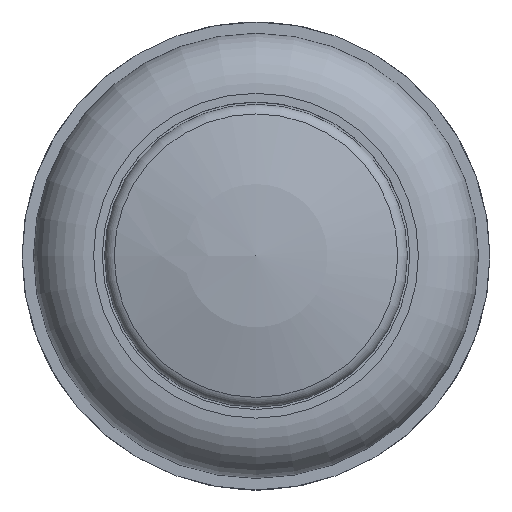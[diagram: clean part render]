
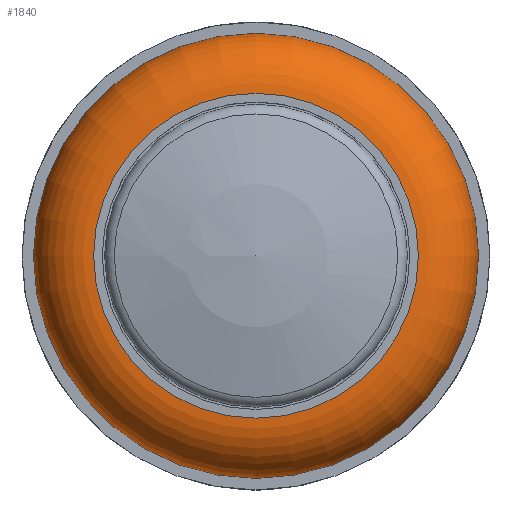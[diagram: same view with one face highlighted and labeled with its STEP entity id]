
A CAD part, top view. The second image highlights one B-rep face of the part: STEP entity #1840.
In plain terms, the highlighted toroidal (fillet/blend) face has major radius 12.15 mm and minor radius 4.5 mm.
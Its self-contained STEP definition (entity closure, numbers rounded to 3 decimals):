
#80=TOROIDAL_SURFACE('',#2036,12.15,4.5);
#217=FACE_OUTER_BOUND('',#326,.T.);
#326=EDGE_LOOP('',(#1442,#1443,#1444,#1445,#1446));
#748=CIRCLE('',#2037,12.15);
#749=CIRCLE('',#2038,4.5);
#750=CIRCLE('',#2039,16.65);
#751=CIRCLE('',#2040,16.65);
#873=VERTEX_POINT('',#3091);
#874=VERTEX_POINT('',#3093);
#875=VERTEX_POINT('',#3095);
#1082=EDGE_CURVE('',#873,#873,#748,.T.);
#1083=EDGE_CURVE('',#873,#874,#749,.T.);
#1084=EDGE_CURVE('',#874,#875,#750,.T.);
#1085=EDGE_CURVE('',#875,#874,#751,.T.);
#1442=ORIENTED_EDGE('',*,*,#1082,.T.);
#1443=ORIENTED_EDGE('',*,*,#1083,.T.);
#1444=ORIENTED_EDGE('',*,*,#1084,.T.);
#1445=ORIENTED_EDGE('',*,*,#1085,.T.);
#1446=ORIENTED_EDGE('',*,*,#1083,.F.);
#1840=ADVANCED_FACE('',(#217),#80,.T.);
#2036=AXIS2_PLACEMENT_3D('',#3090,#2361,#2362);
#2037=AXIS2_PLACEMENT_3D('',#3092,#2363,#2364);
#2038=AXIS2_PLACEMENT_3D('',#3094,#2365,#2366);
#2039=AXIS2_PLACEMENT_3D('',#3096,#2367,#2368);
#2040=AXIS2_PLACEMENT_3D('',#3097,#2369,#2370);
#2361=DIRECTION('center_axis',(0.,0.,1.));
#2362=DIRECTION('ref_axis',(1.,0.,0.));
#2363=DIRECTION('center_axis',(0.,0.,-1.));
#2364=DIRECTION('ref_axis',(-1.,0.,0.));
#2365=DIRECTION('center_axis',(0.,-1.,0.));
#2366=DIRECTION('ref_axis',(-1.,0.,0.));
#2367=DIRECTION('center_axis',(0.,0.,1.));
#2368=DIRECTION('ref_axis',(-1.,0.,0.));
#2369=DIRECTION('center_axis',(0.,0.,1.));
#2370=DIRECTION('ref_axis',(-1.,0.,0.));
#3090=CARTESIAN_POINT('Origin',(0.,0.,28.8));
#3091=CARTESIAN_POINT('',(-12.15,0.,33.3));
#3092=CARTESIAN_POINT('Origin',(0.,0.,33.3));
#3093=CARTESIAN_POINT('',(-16.65,0.,28.8));
#3094=CARTESIAN_POINT('Origin',(-12.15,0.,28.8));
#3095=CARTESIAN_POINT('',(16.65,0.,28.8));
#3096=CARTESIAN_POINT('Origin',(0.,0.,28.8));
#3097=CARTESIAN_POINT('Origin',(0.,0.,28.8));
